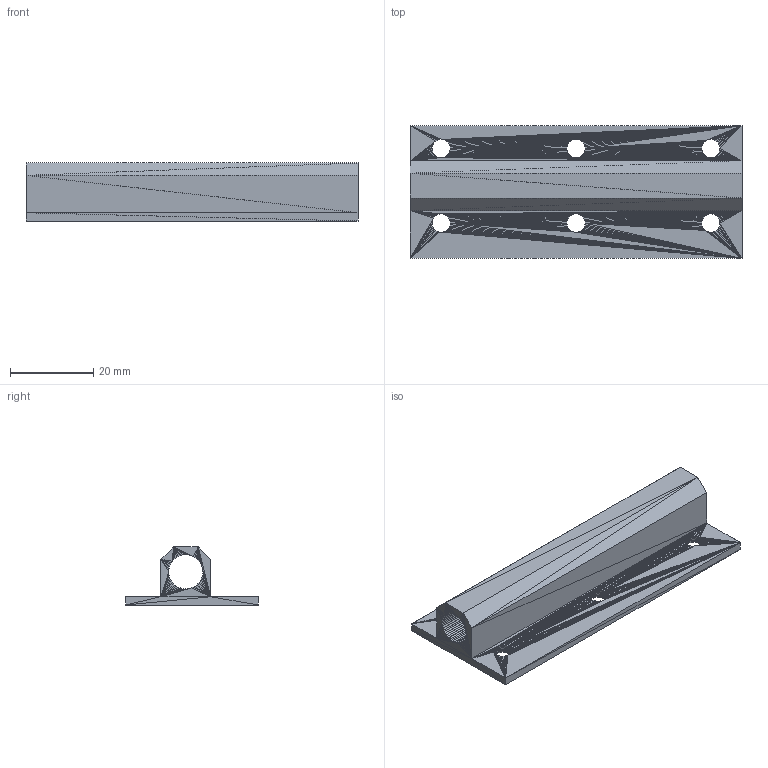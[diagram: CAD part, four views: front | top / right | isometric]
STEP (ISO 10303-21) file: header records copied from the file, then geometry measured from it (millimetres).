
FILE_DESCRIPTION(/* description */ (''),/* implementation_level */ '2;1');
FILE_NAME(/* name */ 'Char v1.step',/* time_stamp */ '2022-01-23T20:16:00+01:00',/* author */ (''),/* organization */ (''),/* preprocessor_version */ 'ST-DEVELOPER v18.1',/* originating_system */ 'Autodesk Translation Framework v10.13.0.1454',/* authorisation */ '');
FILE_SCHEMA (('AUTOMOTIVE_DESIGN { 1 0 10303 214 3 1 1 }'));
Length unit declared in the file: millimetre
Products named in the file (1): Char
Bounding box: 80 x 32 x 14 mm (x, y, z)
Volume: 11515.3 mm3; surface area: 9424.6 mm2
Topology: 1 solids, 1 shells, 1429 faces, 2144 edges, 703 vertices
Faces by surface type: plane 1429
Entity records: 27887 total; most frequent: DIRECTION 5004, ORIENTED_EDGE 4288, CARTESIAN_POINT 4277, LINE 2144, VECTOR 2144, EDGE_CURVE 2144, AXIS2_PLACEMENT_3D 1430, FACE_OUTER_BOUND 1429
